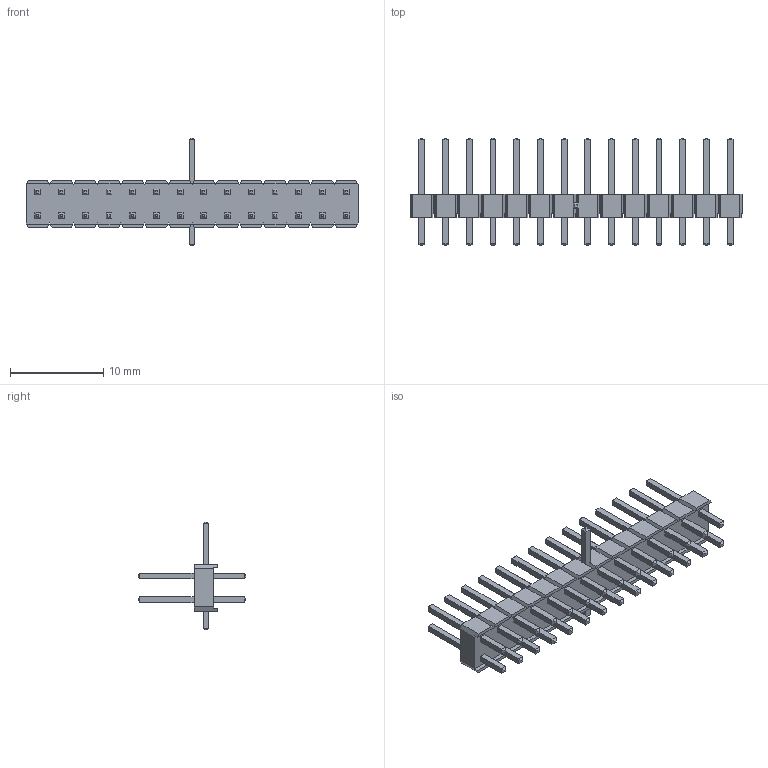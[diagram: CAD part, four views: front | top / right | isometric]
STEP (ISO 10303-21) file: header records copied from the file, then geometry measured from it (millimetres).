
FILE_DESCRIPTION( ( 'Unknown' ), '1' );
FILE_NAME( '61302821121.stp', 'Unknown', ( 'Unknown' ), ( 'Unknown' ), 'PSStep 14.0', 'Unknown', ' ' );
FILE_SCHEMA( ( 'AUTOMOTIVE_DESIGN { 1 0 10303 214 1 1 1 1 }' ) );
Length unit declared in the file: millimetre
Products named in the file (3): Assem1; 6130xx21121_PIN; 61302821121
Bounding box: 35.56 x 11.54 x 11.54 mm (x, y, z)
Volume: 849.7 mm3; surface area: 2356.4 mm2
Topology: 31 solids, 31 shells, 918 faces, 2336 edges, 1480 vertices
Faces by surface type: plane 918
Entity records: 11226 total; most frequent: CARTESIAN_POINT 1614, ORIENTED_EDGE 1580, DIRECTION 1390, EDGE_CURVE 790, LINE 790, VECTOR 790, VERTEX_POINT 524, EDGE_LOOP 326
